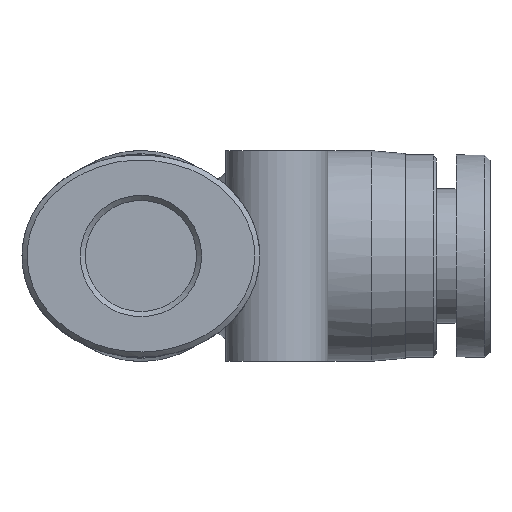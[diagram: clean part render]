
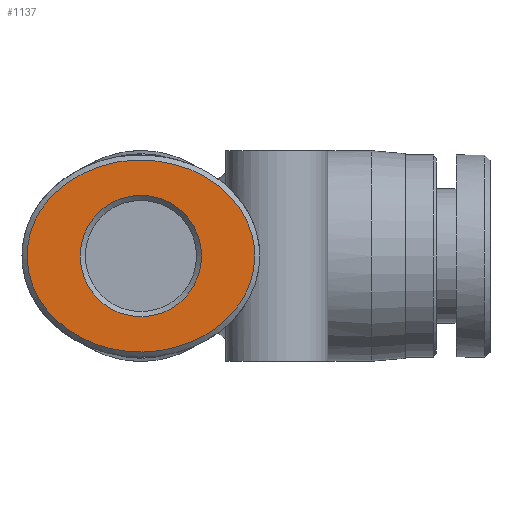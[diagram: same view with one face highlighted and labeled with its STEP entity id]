
A CAD part, left-side view. The second image highlights one B-rep face of the part: STEP entity #1137.
In plain terms, the highlighted face is planar.
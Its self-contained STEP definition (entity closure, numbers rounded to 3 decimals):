
#1070=CARTESIAN_POINT('',(6.7,5.,0.));
#1071=VERTEX_POINT('',#1070);
#1098=CARTESIAN_POINT('',(6.701,5.,0.));
#1099=CARTESIAN_POINT('',(6.702,5.,0.836));
#1100=CARTESIAN_POINT('',(6.252,5.,2.512));
#1101=CARTESIAN_POINT('',(4.341,5.,4.556));
#1102=CARTESIAN_POINT('',(1.558,5.,5.691));
#1103=CARTESIAN_POINT('',(-2.605,5.,5.717));
#1104=CARTESIAN_POINT('',(-6.337,5.,3.162));
#1105=CARTESIAN_POINT('',(-6.912,5.,-0.307));
#1106=CARTESIAN_POINT('',(-5.768,5.,-3.555));
#1107=CARTESIAN_POINT('',(-1.727,5.,-6.315));
#1108=CARTESIAN_POINT('',(3.725,5.,-5.254));
#1109=CARTESIAN_POINT('',(6.246,5.,-2.506));
#1110=CARTESIAN_POINT('',(6.7,5.,-0.837));
#1111=CARTESIAN_POINT('',(6.701,5.,0.));
#1112=B_SPLINE_CURVE_WITH_KNOTS('',3,(#1098,#1099,#1100,#1101,#1102,#1103,#1104,#1105,#1106,#1107,#1108,#1109,#1110,#1111),.UNSPECIFIED.,.T.,.U.,(4,1,1,1,1,1,1,1,1,1,1,4),(-3.142,-2.693,-2.244,-1.795,-1.346,-0.449,0.15,0.449,1.346,2.244,2.693,3.142),.UNSPECIFIED.);
#1113=EDGE_CURVE('',#1071,#1071,#1112,.T.);
#1118=CARTESIAN_POINT('',(0.,5.0,0.));
#1119=DIRECTION('',(0.0,-1.0,0.0));
#1120=DIRECTION('',(0.0,0.0,-1.0));
#1121=AXIS2_PLACEMENT_3D('',#1118,#1119,#1120);
#1122=PLANE('',#1121);
#1123=ORIENTED_EDGE('',*,*,#1113,.F.);
#1124=EDGE_LOOP('',(#1123));
#1125=FACE_OUTER_BOUND('',#1124,.T.);
#1126=CARTESIAN_POINT('',(3.575,5.,0.));
#1127=VERTEX_POINT('',#1126);
#1128=CARTESIAN_POINT('',(0.,5.0,0.0));
#1129=DIRECTION('',(0.0,1.0,0.0));
#1130=DIRECTION('',(-1.0,0.0,0.0));
#1131=AXIS2_PLACEMENT_3D('',#1128,#1129,#1130);
#1132=CIRCLE('',#1131,3.575);
#1133=EDGE_CURVE('',#1127,#1127,#1132,.T.);
#1134=ORIENTED_EDGE('',*,*,#1133,.F.);
#1135=EDGE_LOOP('',(#1134));
#1136=FACE_BOUND('',#1135,.T.);
#1137=ADVANCED_FACE('',(#1125,#1136),#1122,.F.);
